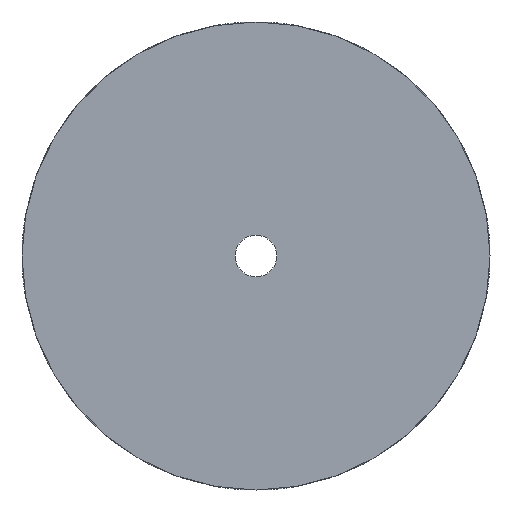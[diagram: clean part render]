
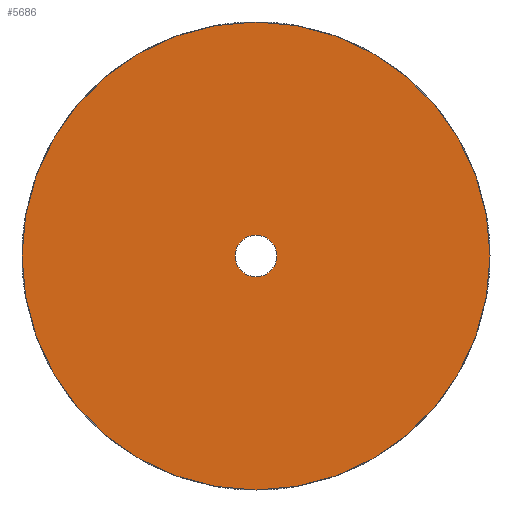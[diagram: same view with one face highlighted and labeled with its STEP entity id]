
A CAD part, front view. The second image highlights one B-rep face of the part: STEP entity #5686.
In plain terms, the highlighted planar face has unit normal (0, -1, 0).
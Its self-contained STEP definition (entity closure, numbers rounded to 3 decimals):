
#232 = ORIENTED_EDGE ( 'NONE', *, *, #3810, .T. ) ;
#324 = AXIS2_PLACEMENT_3D ( 'NONE', #7056, #6607, #6644 ) ;
#488 = CARTESIAN_POINT ( 'NONE',  ( 0., 0., 0. ) ) ;
#858 = VERTEX_POINT ( 'NONE', #1627 ) ;
#1176 = CIRCLE ( 'NONE', #4434, 3.378 ) ;
#1204 = CARTESIAN_POINT ( 'NONE',  ( 0., 0., -37.973 ) ) ;
#1627 = CARTESIAN_POINT ( 'NONE',  ( 0., 0., -3.378 ) ) ;
#1765 = CIRCLE ( 'NONE', #2247, 3.378 ) ;
#1956 = ORIENTED_EDGE ( 'NONE', *, *, #4055, .F. ) ;
#2069 = VERTEX_POINT ( 'NONE', #6762 ) ;
#2155 = AXIS2_PLACEMENT_3D ( 'NONE', #488, #2216, #2705 ) ;
#2190 = DIRECTION ( 'NONE',  ( 0., 0., 1. ) ) ;
#2216 = DIRECTION ( 'NONE',  ( 0., 1., 0. ) ) ;
#2247 = AXIS2_PLACEMENT_3D ( 'NONE', #6678, #5656, #3852 ) ;
#2705 = DIRECTION ( 'NONE',  ( 0., 0., 1. ) ) ;
#2938 = EDGE_CURVE ( 'NONE', #4359, #6574, #3930, .T. ) ;
#3127 = FACE_BOUND ( 'NONE', #4823, .T. ) ;
#3176 = CARTESIAN_POINT ( 'NONE',  ( 0., 0., 0. ) ) ;
#3269 = FACE_OUTER_BOUND ( 'NONE', #6002, .T. ) ;
#3566 = AXIS2_PLACEMENT_3D ( 'NONE', #5085, #3917, #2190 ) ;
#3810 = EDGE_CURVE ( 'NONE', #858, #2069, #1176, .T. ) ;
#3852 = DIRECTION ( 'NONE',  ( 0., 0., 1. ) ) ;
#3917 = DIRECTION ( 'NONE',  ( 0., 1., 0. ) ) ;
#3930 = CIRCLE ( 'NONE', #3566, 37.973 ) ;
#4055 = EDGE_CURVE ( 'NONE', #6574, #4359, #6096, .T. ) ;
#4142 = EDGE_CURVE ( 'NONE', #2069, #858, #1765, .T. ) ;
#4359 = VERTEX_POINT ( 'NONE', #1204 ) ;
#4390 = ORIENTED_EDGE ( 'NONE', *, *, #2938, .F. ) ;
#4434 = AXIS2_PLACEMENT_3D ( 'NONE', #3176, #6085, #6627 ) ;
#4450 = PLANE ( 'NONE',  #2155 ) ;
#4823 = EDGE_LOOP ( 'NONE', ( #232, #5230 ) ) ;
#5085 = CARTESIAN_POINT ( 'NONE',  ( 0., 0., 0. ) ) ;
#5230 = ORIENTED_EDGE ( 'NONE', *, *, #4142, .T. ) ;
#5464 = CARTESIAN_POINT ( 'NONE',  ( 0., 0., 37.973 ) ) ;
#5656 = DIRECTION ( 'NONE',  ( 0., 1., 0. ) ) ;
#5686 = ADVANCED_FACE ( 'NONE', ( #3127, #3269 ), #4450, .F. ) ;
#6002 = EDGE_LOOP ( 'NONE', ( #4390, #1956 ) ) ;
#6085 = DIRECTION ( 'NONE',  ( 0., 1., 0. ) ) ;
#6096 = CIRCLE ( 'NONE', #324, 37.973 ) ;
#6574 = VERTEX_POINT ( 'NONE', #5464 ) ;
#6607 = DIRECTION ( 'NONE',  ( 0., 1., 0. ) ) ;
#6627 = DIRECTION ( 'NONE',  ( 0., 0., 1. ) ) ;
#6644 = DIRECTION ( 'NONE',  ( 0., 0., 1. ) ) ;
#6678 = CARTESIAN_POINT ( 'NONE',  ( 0., 0., 0. ) ) ;
#6762 = CARTESIAN_POINT ( 'NONE',  ( 0., 0., 3.378 ) ) ;
#7056 = CARTESIAN_POINT ( 'NONE',  ( 0., 0., 0. ) ) ;
